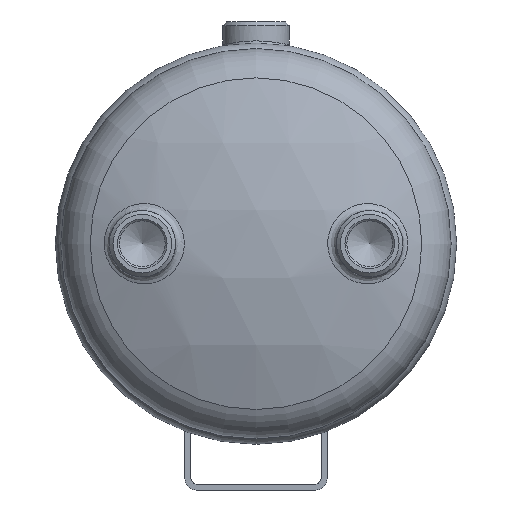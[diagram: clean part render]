
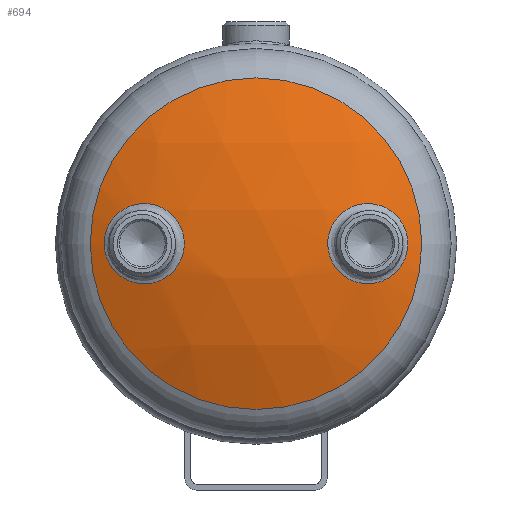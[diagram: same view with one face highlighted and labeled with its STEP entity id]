
A CAD part, left-side view. The second image highlights one B-rep face of the part: STEP entity #694.
In plain terms, the highlighted spherical face has radius 234.293 mm.
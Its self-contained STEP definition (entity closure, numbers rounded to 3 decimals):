
#67=SPHERICAL_SURFACE($,#771,234.293);
#76=B_SPLINE_CURVE_WITH_KNOTS($,3,(#1450,#1451,#1452,#1453,#1454,#1455,
#1456,#1457,#1458,#1459,#1460,#1461,#1462,#1463,#1464,#1465,#1466,#1467,
#1468,#1469,#1470,#1471,#1472,#1473,#1474),.UNSPECIFIED.,.T.,.F.,(4,3,1,
1,1,1,1,1,1,1,1,1,1,1,1,1,1,1,1,1,4),(-10.731,-10.731,
-10.156,-9.965,-9.198,-8.432,
-7.665,-6.899,-6.611,-6.132,
-5.11,-4.599,-4.471,-4.088,
-3.577,-3.066,-2.3,-1.533,-0.767,
-0.383,0.),.UNSPECIFIED.);
#77=B_SPLINE_CURVE_WITH_KNOTS($,3,(#1477,#1478,#1479,#1480,#1481,#1482,
#1483,#1484,#1485,#1486,#1487,#1488,#1489,#1490,#1491,#1492,#1493,#1494,
#1495,#1496,#1497,#1498,#1499,#1500,#1501),.UNSPECIFIED.,.T.,.F.,(4,3,1,
1,1,1,1,1,1,1,1,1,1,1,1,1,1,1,1,1,4),(-10.731,-10.731,
-10.156,-9.965,-9.198,-8.432,
-7.665,-6.899,-6.611,-6.132,
-5.11,-4.599,-4.471,-4.088,
-3.577,-3.066,-2.3,-1.533,-0.767,
-0.383,0.),.UNSPECIFIED.);
#125=FACE_BOUND($,#241,.T.);
#126=FACE_BOUND($,#242,.T.);
#127=FACE_BOUND($,#243,.T.);
#241=EDGE_LOOP($,(#540));
#242=EDGE_LOOP($,(#541));
#243=EDGE_LOOP($,(#542));
#317=CIRCLE($,#772,87.498);
#370=VERTEX_POINT($,#1448);
#371=VERTEX_POINT($,#1476);
#372=VERTEX_POINT($,#1502);
#438=EDGE_CURVE($,#370,#370,#76,.T.);
#439=EDGE_CURVE($,#371,#371,#77,.T.);
#440=EDGE_CURVE($,#372,#372,#317,.T.);
#540=ORIENTED_EDGE($,*,*,#439,.F.);
#541=ORIENTED_EDGE($,*,*,#440,.F.);
#542=ORIENTED_EDGE($,*,*,#438,.F.);
#694=ADVANCED_FACE($,(#125,#126,#127),#67,.T.);
#771=AXIS2_PLACEMENT_3D($,#1475,#914,#915);
#772=AXIS2_PLACEMENT_3D($,#1503,#916,#917);
#914=DIRECTION('center_axis',(0.,0.,1.));
#915=DIRECTION('ref_axis',(1.,0.,0.));
#916=DIRECTION('center_axis',(1.,0.,0.));
#917=DIRECTION('ref_axis',(0.,1.,0.));
#1448=CARTESIAN_POINT('',(-153.871,-80.132,0.));
#1450=CARTESIAN_POINT('Ctrl Pts',(-153.871,-80.133,0.));
#1451=CARTESIAN_POINT('Ctrl Pts',(-153.871,-80.133,0.001));
#1452=CARTESIAN_POINT('Ctrl Pts',(-153.871,-80.133,0.001));
#1453=CARTESIAN_POINT('Ctrl Pts',(-153.871,-80.133,0.002));
#1454=CARTESIAN_POINT('Ctrl Pts',(-153.871,-80.133,2.4));
#1455=CARTESIAN_POINT('Ctrl Pts',(-154.02,-79.577,5.607));
#1456=CARTESIAN_POINT('Ctrl Pts',(-154.68,-77.109,11.497));
#1457=CARTESIAN_POINT('Ctrl Pts',(-155.913,-72.487,17.197));
#1458=CARTESIAN_POINT('Ctrl Pts',(-158.209,-63.799,21.298));
#1459=CARTESIAN_POINT('Ctrl Pts',(-160.703,-54.255,21.32));
#1460=CARTESIAN_POINT('Ctrl Pts',(-162.486,-47.356,18.076));
#1461=CARTESIAN_POINT('Ctrl Pts',(-163.679,-42.712,13.761));
#1462=CARTESIAN_POINT('Ctrl Pts',(-164.766,-38.465,7.578));
#1463=CARTESIAN_POINT('Ctrl Pts',(-165.115,-37.098,-1.164));
#1464=CARTESIAN_POINT('Ctrl Pts',(-164.57,-39.233,-7.889));
#1465=CARTESIAN_POINT('Ctrl Pts',(-164.056,-41.241,-11.635));
#1466=CARTESIAN_POINT('Ctrl Pts',(-163.398,-43.809,-15.062));
#1467=CARTESIAN_POINT('Ctrl Pts',(-162.216,-48.404,-18.653));
#1468=CARTESIAN_POINT('Ctrl Pts',(-160.432,-55.293,-21.313));
#1469=CARTESIAN_POINT('Ctrl Pts',(-158.216,-63.774,-21.304));
#1470=CARTESIAN_POINT('Ctrl Pts',(-155.919,-72.466,-17.212));
#1471=CARTESIAN_POINT('Ctrl Pts',(-154.548,-77.601,-10.899));
#1472=CARTESIAN_POINT('Ctrl Pts',(-153.97,-79.761,-4.831));
#1473=CARTESIAN_POINT('Ctrl Pts',(-153.871,-80.133,-1.599));
#1474=CARTESIAN_POINT('Ctrl Pts',(-153.871,-80.133,0.));
#1475=CARTESIAN_POINT('Origin',(66.293,0.,0.));
#1476=CARTESIAN_POINT('',(-164.922,37.854,0.));
#1477=CARTESIAN_POINT('Ctrl Pts',(-164.922,37.853,0.));
#1478=CARTESIAN_POINT('Ctrl Pts',(-164.922,37.853,0.));
#1479=CARTESIAN_POINT('Ctrl Pts',(-164.922,37.853,0.001));
#1480=CARTESIAN_POINT('Ctrl Pts',(-164.922,37.853,0.001));
#1481=CARTESIAN_POINT('Ctrl Pts',(-164.922,37.853,2.4));
#1482=CARTESIAN_POINT('Ctrl Pts',(-164.78,38.409,5.607));
#1483=CARTESIAN_POINT('Ctrl Pts',(-164.149,40.878,11.499));
#1484=CARTESIAN_POINT('Ctrl Pts',(-162.964,45.507,17.205));
#1485=CARTESIAN_POINT('Ctrl Pts',(-160.715,54.209,21.304));
#1486=CARTESIAN_POINT('Ctrl Pts',(-158.221,63.755,21.313));
#1487=CARTESIAN_POINT('Ctrl Pts',(-156.401,70.641,18.068));
#1488=CARTESIAN_POINT('Ctrl Pts',(-155.168,75.277,13.756));
#1489=CARTESIAN_POINT('Ctrl Pts',(-154.036,79.52,7.578));
#1490=CARTESIAN_POINT('Ctrl Pts',(-153.668,80.888,-1.165));
#1491=CARTESIAN_POINT('Ctrl Pts',(-154.24,78.753,-7.888));
#1492=CARTESIAN_POINT('Ctrl Pts',(-154.776,76.747,-11.632));
#1493=CARTESIAN_POINT('Ctrl Pts',(-155.46,74.181,-15.056));
#1494=CARTESIAN_POINT('Ctrl Pts',(-156.678,69.595,-18.645));
#1495=CARTESIAN_POINT('Ctrl Pts',(-158.492,62.715,-21.309));
#1496=CARTESIAN_POINT('Ctrl Pts',(-160.708,54.235,-21.31));
#1497=CARTESIAN_POINT('Ctrl Pts',(-162.958,45.528,-17.222));
#1498=CARTESIAN_POINT('Ctrl Pts',(-164.276,40.384,-10.898));
#1499=CARTESIAN_POINT('Ctrl Pts',(-164.827,38.226,-4.834));
#1500=CARTESIAN_POINT('Ctrl Pts',(-164.922,37.853,-1.599));
#1501=CARTESIAN_POINT('Ctrl Pts',(-164.922,37.853,0.));
#1502=CARTESIAN_POINT('',(-151.048,87.498,0.));
#1503=CARTESIAN_POINT('Origin',(-151.048,0.,0.));
